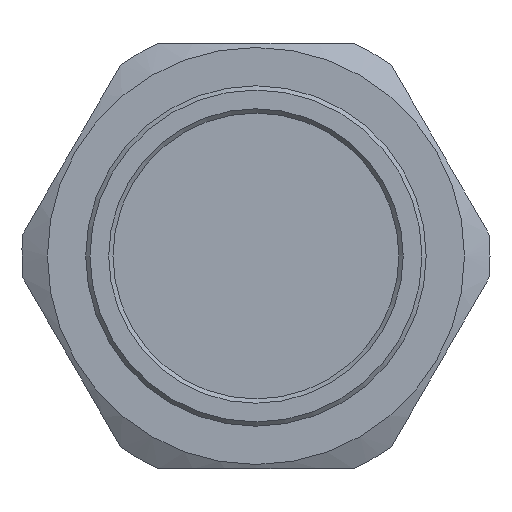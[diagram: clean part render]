
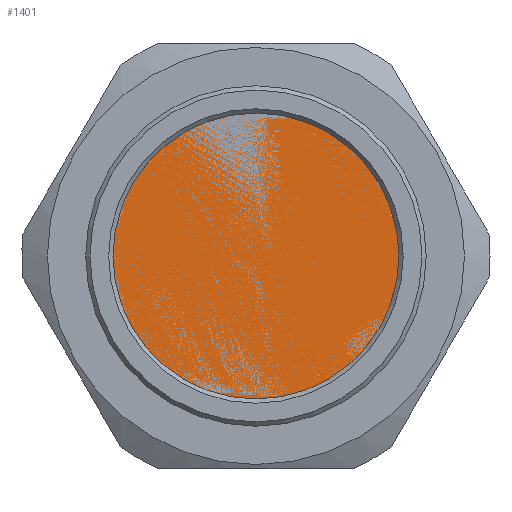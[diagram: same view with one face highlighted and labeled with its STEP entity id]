
A CAD part, front view. The second image highlights one B-rep face of the part: STEP entity #1401.
In plain terms, the highlighted planar face has unit normal (0, 1, 0).
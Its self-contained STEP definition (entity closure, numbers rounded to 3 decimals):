
#445=FACE_OUTER_BOUND('',#529,.T.);
#529=EDGE_LOOP('',(#1283));
#591=CIRCLE('',#1561,20.);
#712=VERTEX_POINT('',#2465);
#903=EDGE_CURVE('',#712,#712,#591,.T.);
#1283=ORIENTED_EDGE('',*,*,#903,.T.);
#1323=PLANE('',#1560);
#1401=ADVANCED_FACE('',(#445),#1323,.T.);
#1560=AXIS2_PLACEMENT_3D('',#2464,#1918,#1919);
#1561=AXIS2_PLACEMENT_3D('',#2466,#1920,#1921);
#1918=DIRECTION('center_axis',(0.,1.,0.));
#1919=DIRECTION('ref_axis',(0.,0.,1.));
#1920=DIRECTION('center_axis',(0.,1.,0.));
#1921=DIRECTION('ref_axis',(1.,0.,0.));
#2464=CARTESIAN_POINT('Origin',(233.004,75.818,281.7));
#2465=CARTESIAN_POINT('',(213.004,75.818,281.7));
#2466=CARTESIAN_POINT('Origin',(233.004,75.818,281.7));
